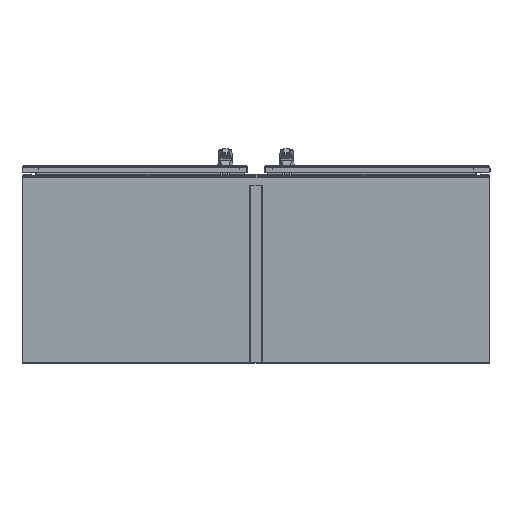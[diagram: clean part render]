
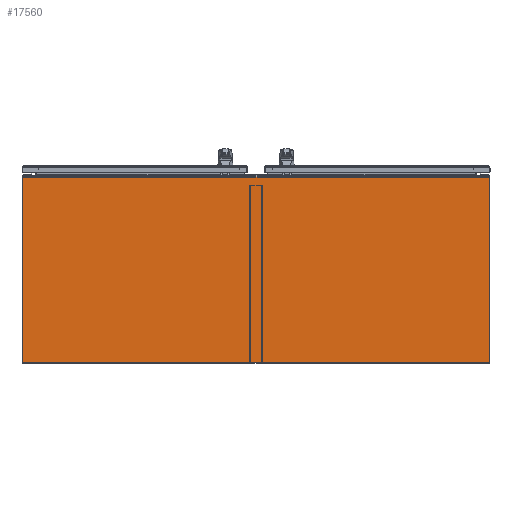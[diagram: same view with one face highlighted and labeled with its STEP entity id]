
A CAD part, front view. The second image highlights one B-rep face of the part: STEP entity #17560.
In plain terms, the highlighted planar face has unit normal (0, -1, 0).
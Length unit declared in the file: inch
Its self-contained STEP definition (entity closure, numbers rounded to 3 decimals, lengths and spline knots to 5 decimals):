
#5346 = VERTEX_POINT ( 'NONE', #96491 ) ;
#5920 = VECTOR ( 'NONE', #87924, 39.37008 ) ;
#10699 = DIRECTION ( 'NONE',  ( 0., 0., 1. ) ) ;
#12960 = VECTOR ( 'NONE', #98153, 39.37008 ) ;
#15994 = EDGE_CURVE ( 'NONE', #54286, #5346, #139206, .T. ) ;
#17560 = ADVANCED_FACE ( 'NONE', ( #40910 ), #140084, .F. ) ;
#22433 = CARTESIAN_POINT ( 'NONE',  ( 0.104, -0.104, 24.021 ) ) ;
#31708 = VERTEX_POINT ( 'NONE', #90815 ) ;
#34177 = VECTOR ( 'NONE', #115865, 39.37008 ) ;
#36070 = ORIENTED_EDGE ( 'NONE', *, *, #71224, .F. ) ;
#40910 = FACE_OUTER_BOUND ( 'NONE', #86243, .T. ) ;
#44352 = VECTOR ( 'NONE', #137366, 39.37008 ) ;
#54286 = VERTEX_POINT ( 'NONE', #92730 ) ;
#58968 = LINE ( 'NONE', #119953, #12960 ) ;
#61909 = CARTESIAN_POINT ( 'NONE',  ( 30.0625, -0.104, 23.88037 ) ) ;
#67717 = CARTESIAN_POINT ( 'NONE',  ( 0.104, -0.104, 0.104 ) ) ;
#71224 = EDGE_CURVE ( 'NONE', #31708, #108960, #76556, .T. ) ;
#73898 = LINE ( 'NONE', #22433, #5920 ) ;
#76556 = LINE ( 'NONE', #116099, #44352 ) ;
#86243 = EDGE_LOOP ( 'NONE', ( #95320, #36070, #137685, #114394 ) ) ;
#87924 = DIRECTION ( 'NONE',  ( 0., 0., 1. ) ) ;
#88446 = EDGE_CURVE ( 'NONE', #5346, #31708, #58968, .T. ) ;
#90815 = CARTESIAN_POINT ( 'NONE',  ( 60.021, -0.104, 0.104 ) ) ;
#92730 = CARTESIAN_POINT ( 'NONE',  ( 0.104, -0.104, 23.88037 ) ) ;
#95320 = ORIENTED_EDGE ( 'NONE', *, *, #113690, .F. ) ;
#96491 = CARTESIAN_POINT ( 'NONE',  ( 60.021, -0.104, 23.88037 ) ) ;
#97974 = DIRECTION ( 'NONE',  ( 0., 1., 0. ) ) ;
#98153 = DIRECTION ( 'NONE',  ( 0., 0., -1. ) ) ;
#108960 = VERTEX_POINT ( 'NONE', #67717 ) ;
#113690 = EDGE_CURVE ( 'NONE', #108960, #54286, #73898, .T. ) ;
#114394 = ORIENTED_EDGE ( 'NONE', *, *, #15994, .F. ) ;
#115865 = DIRECTION ( 'NONE',  ( 1., 0., 0. ) ) ;
#116099 = CARTESIAN_POINT ( 'NONE',  ( 0.104, -0.104, 0.104 ) ) ;
#119953 = CARTESIAN_POINT ( 'NONE',  ( 60.021, -0.104, 24.021 ) ) ;
#126084 = AXIS2_PLACEMENT_3D ( 'NONE', #139635, #97974, #10699 ) ;
#137366 = DIRECTION ( 'NONE',  ( -1., 0., 0. ) ) ;
#137685 = ORIENTED_EDGE ( 'NONE', *, *, #88446, .F. ) ;
#139206 = LINE ( 'NONE', #61909, #34177 ) ;
#139635 = CARTESIAN_POINT ( 'NONE',  ( 30.0625, -0.104, 12.1145 ) ) ;
#140084 = PLANE ( 'NONE',  #126084 ) ;
